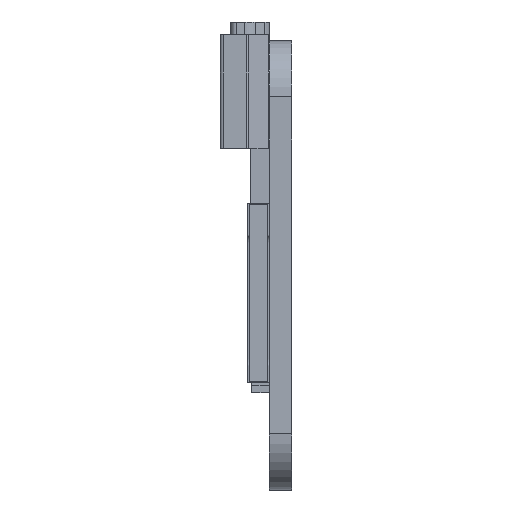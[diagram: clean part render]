
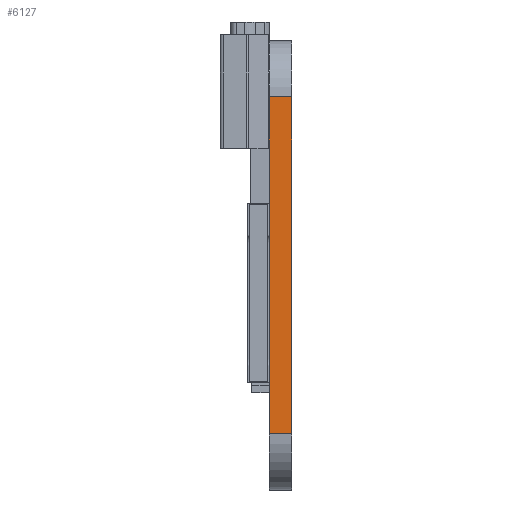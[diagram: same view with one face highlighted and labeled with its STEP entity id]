
A CAD part, left-side view. The second image highlights one B-rep face of the part: STEP entity #6127.
In plain terms, the highlighted planar face has unit normal (-1, 0, 0).
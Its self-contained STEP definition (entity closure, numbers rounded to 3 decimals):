
#597 = ORIENTED_EDGE ( 'NONE', *, *, #10456, .T. ) ;
#987 = LINE ( 'NONE', #11321, #4302 ) ;
#1077 = LINE ( 'NONE', #10885, #10640 ) ;
#1319 = CARTESIAN_POINT ( 'NONE',  ( -32.5, 1.5, -11.25 ) ) ;
#1888 = ORIENTED_EDGE ( 'NONE', *, *, #2254, .T. ) ;
#2044 = EDGE_LOOP ( 'NONE', ( #1888, #6988, #6409, #597 ) ) ;
#2230 = VECTOR ( 'NONE', #10845, 1000. ) ;
#2254 = EDGE_CURVE ( 'NONE', #10912, #2602, #10052, .T. ) ;
#2455 = EDGE_CURVE ( 'NONE', #10190, #2602, #1077, .T. ) ;
#2602 = VERTEX_POINT ( 'NONE', #8656 ) ;
#2698 = DIRECTION ( 'NONE',  ( 0., -1., 0. ) ) ;
#3343 = DIRECTION ( 'NONE',  ( 0., 0., -1. ) ) ;
#4302 = VECTOR ( 'NONE', #8571, 1000. ) ;
#4951 = AXIS2_PLACEMENT_3D ( 'NONE', #5138, #11617, #3343 ) ;
#5138 = CARTESIAN_POINT ( 'NONE',  ( -32.5, 1.5, -11.25 ) ) ;
#5359 = VECTOR ( 'NONE', #10523, 1000. ) ;
#6095 = CARTESIAN_POINT ( 'NONE',  ( -32.5, 0., -11.25 ) ) ;
#6127 = ADVANCED_FACE ( 'NONE', ( #7235 ), #11580, .F. ) ;
#6409 = ORIENTED_EDGE ( 'NONE', *, *, #6551, .F. ) ;
#6551 = EDGE_CURVE ( 'NONE', #8304, #10190, #987, .T. ) ;
#6781 = CARTESIAN_POINT ( 'NONE',  ( -32.5, 1.5, -11.25 ) ) ;
#6988 = ORIENTED_EDGE ( 'NONE', *, *, #2455, .F. ) ;
#7235 = FACE_OUTER_BOUND ( 'NONE', #2044, .T. ) ;
#8304 = VERTEX_POINT ( 'NONE', #1319 ) ;
#8373 = CARTESIAN_POINT ( 'NONE',  ( -32.5, 1.5, 11.25 ) ) ;
#8571 = DIRECTION ( 'NONE',  ( 0., 0., 1. ) ) ;
#8656 = CARTESIAN_POINT ( 'NONE',  ( -32.5, 0., 11.25 ) ) ;
#9297 = LINE ( 'NONE', #6781, #5359 ) ;
#10052 = LINE ( 'NONE', #10807, #2230 ) ;
#10190 = VERTEX_POINT ( 'NONE', #8373 ) ;
#10456 = EDGE_CURVE ( 'NONE', #8304, #10912, #9297, .T. ) ;
#10523 = DIRECTION ( 'NONE',  ( 0., -1., 0. ) ) ;
#10640 = VECTOR ( 'NONE', #2698, 1000. ) ;
#10807 = CARTESIAN_POINT ( 'NONE',  ( -32.5, 0., -11.25 ) ) ;
#10845 = DIRECTION ( 'NONE',  ( 0., 0., 1. ) ) ;
#10885 = CARTESIAN_POINT ( 'NONE',  ( -32.5, 1.5, 11.25 ) ) ;
#10912 = VERTEX_POINT ( 'NONE', #6095 ) ;
#11321 = CARTESIAN_POINT ( 'NONE',  ( -32.5, 1.5, -11.25 ) ) ;
#11580 = PLANE ( 'NONE',  #4951 ) ;
#11617 = DIRECTION ( 'NONE',  ( 1., 0., 0. ) ) ;
